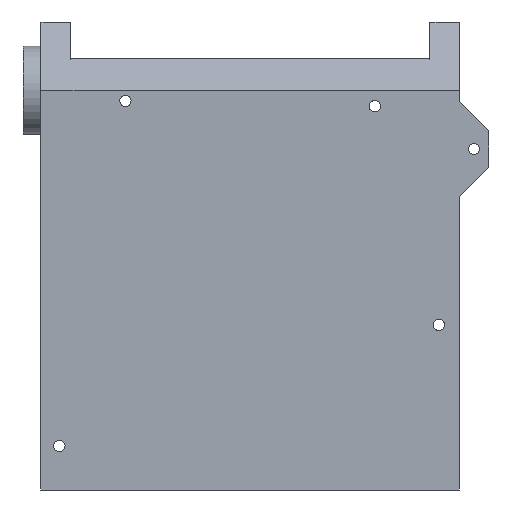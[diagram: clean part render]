
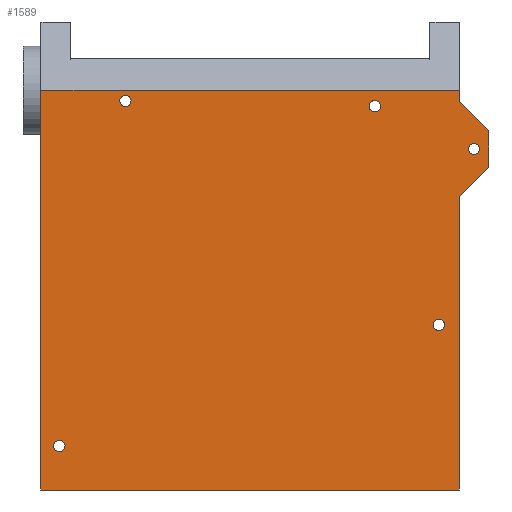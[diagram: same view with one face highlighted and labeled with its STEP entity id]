
A CAD part, front view. The second image highlights one B-rep face of the part: STEP entity #1589.
In plain terms, the highlighted planar face has unit normal (0, -1, 0).
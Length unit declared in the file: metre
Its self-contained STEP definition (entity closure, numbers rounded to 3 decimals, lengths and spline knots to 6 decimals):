
#25=LINE('',#2202,#169);
#28=LINE('',#2211,#172);
#30=LINE('',#2215,#174);
#103=LINE('',#2437,#247);
#150=LINE('',#2585,#294);
#157=LINE('',#2602,#301);
#158=LINE('',#2604,#302);
#159=LINE('',#2605,#303);
#169=VECTOR('',#1773,1.);
#172=VECTOR('',#1782,1.);
#174=VECTOR('',#1786,1.);
#247=VECTOR('',#1981,1.);
#294=VECTOR('',#2140,1.);
#301=VECTOR('',#2163,1.);
#302=VECTOR('',#2164,1.);
#303=VECTOR('',#2165,1.);
#361=PLANE('',#1744);
#681=ORIENTED_EDGE('',*,*,#774,.T.);
#682=ORIENTED_EDGE('',*,*,#945,.F.);
#683=ORIENTED_EDGE('',*,*,#952,.T.);
#684=ORIENTED_EDGE('',*,*,#953,.T.);
#685=ORIENTED_EDGE('',*,*,#771,.F.);
#686=ORIENTED_EDGE('',*,*,#775,.F.);
#687=ORIENTED_EDGE('',*,*,#777,.F.);
#688=ORIENTED_EDGE('',*,*,#954,.T.);
#689=ORIENTED_EDGE('',*,*,#876,.F.);
#690=ORIENTED_EDGE('',*,*,#812,.T.);
#691=ORIENTED_EDGE('',*,*,#810,.T.);
#692=ORIENTED_EDGE('',*,*,#808,.T.);
#693=ORIENTED_EDGE('',*,*,#806,.T.);
#771=EDGE_CURVE('',#969,#970,#25,.T.);
#774=EDGE_CURVE('',#971,#971,#1115,.T.);
#775=EDGE_CURVE('',#972,#969,#28,.T.);
#777=EDGE_CURVE('',#973,#972,#30,.T.);
#806=EDGE_CURVE('',#1001,#1001,#1135,.T.);
#808=EDGE_CURVE('',#1003,#1003,#1137,.T.);
#810=EDGE_CURVE('',#1005,#1005,#1139,.T.);
#812=EDGE_CURVE('',#1007,#1007,#1141,.T.);
#876=EDGE_CURVE('',#1060,#1061,#103,.T.);
#945=EDGE_CURVE('',#1105,#1060,#150,.T.);
#952=EDGE_CURVE('',#1105,#1108,#157,.T.);
#953=EDGE_CURVE('',#1108,#970,#158,.T.);
#954=EDGE_CURVE('',#973,#1061,#159,.T.);
#969=VERTEX_POINT('',#2203);
#970=VERTEX_POINT('',#2204);
#971=VERTEX_POINT('',#2209);
#972=VERTEX_POINT('',#2212);
#973=VERTEX_POINT('',#2216);
#1001=VERTEX_POINT('',#2285);
#1003=VERTEX_POINT('',#2290);
#1005=VERTEX_POINT('',#2295);
#1007=VERTEX_POINT('',#2300);
#1060=VERTEX_POINT('',#2436);
#1061=VERTEX_POINT('',#2438);
#1105=VERTEX_POINT('',#2584);
#1108=VERTEX_POINT('',#2603);
#1115=CIRCLE('',#1617,0.00155);
#1135=CIRCLE('',#1651,0.00155);
#1137=CIRCLE('',#1654,0.00155);
#1139=CIRCLE('',#1657,0.00155);
#1141=CIRCLE('',#1660,0.00155);
#1302=EDGE_LOOP('',(#681));
#1303=EDGE_LOOP('',(#682,#683,#684,#685,#686,#687,#688,#689));
#1304=EDGE_LOOP('',(#690));
#1305=EDGE_LOOP('',(#691));
#1306=EDGE_LOOP('',(#692));
#1307=EDGE_LOOP('',(#693));
#1462=FACE_BOUND('',#1302,.T.);
#1463=FACE_BOUND('',#1303,.T.);
#1464=FACE_BOUND('',#1304,.T.);
#1465=FACE_BOUND('',#1305,.T.);
#1466=FACE_BOUND('',#1306,.T.);
#1467=FACE_BOUND('',#1307,.T.);
#1589=ADVANCED_FACE('',(#1462,#1463,#1464,#1465,#1466,#1467),#361,.F.);
#1617=AXIS2_PLACEMENT_3D('',#2208,#1778,#1779);
#1651=AXIS2_PLACEMENT_3D('',#2284,#1858,#1859);
#1654=AXIS2_PLACEMENT_3D('',#2289,#1864,#1865);
#1657=AXIS2_PLACEMENT_3D('',#2294,#1870,#1871);
#1660=AXIS2_PLACEMENT_3D('',#2299,#1876,#1877);
#1744=AXIS2_PLACEMENT_3D('',#2601,#2161,#2162);
#1773=DIRECTION('',(-0.707,0.,-0.707));
#1778=DIRECTION('',(0.,1.,0.));
#1779=DIRECTION('',(1.,0.,0.));
#1782=DIRECTION('',(0.,0.,-1.));
#1786=DIRECTION('',(0.707,0.,-0.707));
#1858=DIRECTION('',(0.,1.,0.));
#1859=DIRECTION('',(-1.,0.,0.));
#1864=DIRECTION('',(0.,1.,0.));
#1865=DIRECTION('',(-1.,0.,0.));
#1870=DIRECTION('',(0.,1.,0.));
#1871=DIRECTION('',(-1.,0.,0.));
#1876=DIRECTION('',(0.,1.,0.));
#1877=DIRECTION('',(-1.,0.,0.));
#1981=DIRECTION('',(1.,0.,0.));
#2140=DIRECTION('',(0.,0.,1.));
#2161=DIRECTION('',(0.,1.,0.));
#2162=DIRECTION('',(1.,0.,0.));
#2163=DIRECTION('',(1.,0.,0.));
#2164=DIRECTION('',(0.,0.,1.));
#2165=DIRECTION('',(0.,0.,1.));
#2202=CARTESIAN_POINT('',(-0.0835,0.001,0.023918));
#2203=CARTESIAN_POINT('',(-0.0795,0.001,0.027918));
#2204=CARTESIAN_POINT('',(-0.0875,0.001,0.019918));
#2208=CARTESIAN_POINT('',(-0.0835,0.001,0.032918));
#2209=CARTESIAN_POINT('',(-0.08195,0.001,0.032918));
#2211=CARTESIAN_POINT('',(-0.0795,0.001,0.032918));
#2212=CARTESIAN_POINT('',(-0.0795,0.001,0.037918));
#2215=CARTESIAN_POINT('',(-0.0835,0.001,0.041918));
#2216=CARTESIAN_POINT('',(-0.0875,0.001,0.045918));
#2284=CARTESIAN_POINT('',(-0.1965,0.001,-0.048));
#2285=CARTESIAN_POINT('',(-0.19805,0.001,-0.048));
#2289=CARTESIAN_POINT('',(-0.1785,0.001,0.046028));
#2290=CARTESIAN_POINT('',(-0.18005,0.001,0.046028));
#2294=CARTESIAN_POINT('',(-0.1105,0.001,0.044578));
#2295=CARTESIAN_POINT('',(-0.11205,0.001,0.044578));
#2299=CARTESIAN_POINT('',(-0.09305,0.001,-0.015));
#2300=CARTESIAN_POINT('',(-0.0946,0.001,-0.015));
#2436=CARTESIAN_POINT('',(-0.2015,0.001,0.048918));
#2437=CARTESIAN_POINT('',(-0.277088,0.001,0.048918));
#2438=CARTESIAN_POINT('',(-0.0875,0.001,0.048918));
#2584=CARTESIAN_POINT('',(-0.2015,0.001,-0.06));
#2585=CARTESIAN_POINT('',(-0.2015,0.001,0.));
#2601=CARTESIAN_POINT('',(-0.1415,0.001,0.));
#2602=CARTESIAN_POINT('',(-0.1415,0.001,-0.06));
#2603=CARTESIAN_POINT('',(-0.0875,0.001,-0.06));
#2604=CARTESIAN_POINT('',(-0.0875,0.001,0.));
#2605=CARTESIAN_POINT('',(-0.0875,0.001,0.));
